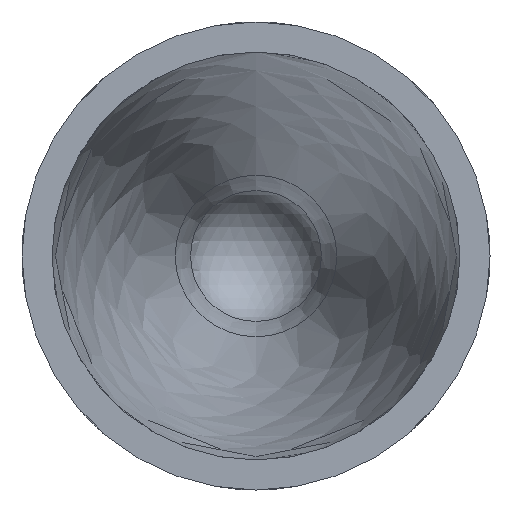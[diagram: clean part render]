
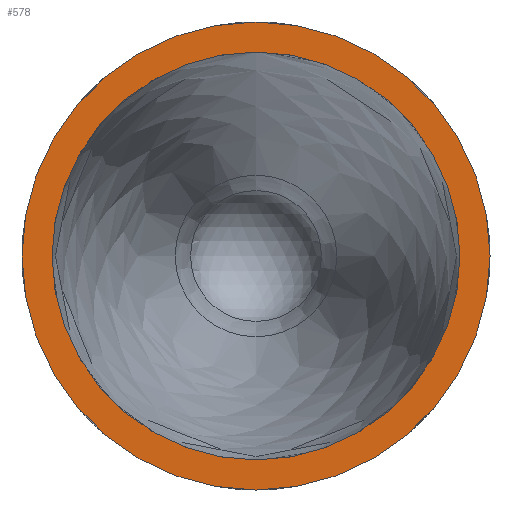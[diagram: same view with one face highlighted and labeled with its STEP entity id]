
A CAD part, front view. The second image highlights one B-rep face of the part: STEP entity #578.
In plain terms, the highlighted planar face has unit normal (0, -1, 0).
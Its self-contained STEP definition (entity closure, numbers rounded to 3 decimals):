
#34=FACE_BOUND('',#123,.T.);
#57=PLANE('',#641);
#82=FACE_OUTER_BOUND('',#122,.T.);
#122=EDGE_LOOP('',(#471));
#123=EDGE_LOOP('',(#472));
#161=CIRCLE('',#642,35.);
#162=CIRCLE('',#643,30.5);
#288=VERTEX_POINT('',#1472);
#289=VERTEX_POINT('',#1474);
#360=EDGE_CURVE('',#288,#288,#161,.T.);
#361=EDGE_CURVE('',#289,#289,#162,.T.);
#471=ORIENTED_EDGE('',*,*,#360,.T.);
#472=ORIENTED_EDGE('',*,*,#361,.T.);
#578=ADVANCED_FACE('',(#82,#34),#57,.F.);
#641=AXIS2_PLACEMENT_3D('',#1471,#757,#758);
#642=AXIS2_PLACEMENT_3D('',#1473,#759,#760);
#643=AXIS2_PLACEMENT_3D('',#1475,#761,#762);
#757=DIRECTION('center_axis',(0.,1.,0.));
#758=DIRECTION('ref_axis',(0.707,0.,0.707));
#759=DIRECTION('center_axis',(0.,-1.,0.));
#760=DIRECTION('ref_axis',(0.707,0.,0.707));
#761=DIRECTION('center_axis',(0.,1.,0.));
#762=DIRECTION('ref_axis',(1.,0.,0.));
#1471=CARTESIAN_POINT('Origin',(0.,0.,0.));
#1472=CARTESIAN_POINT('',(-35.,0.,0.));
#1473=CARTESIAN_POINT('Origin',(0.,0.,0.));
#1474=CARTESIAN_POINT('',(-30.5,0.,0.));
#1475=CARTESIAN_POINT('Origin',(0.,0.,0.));
